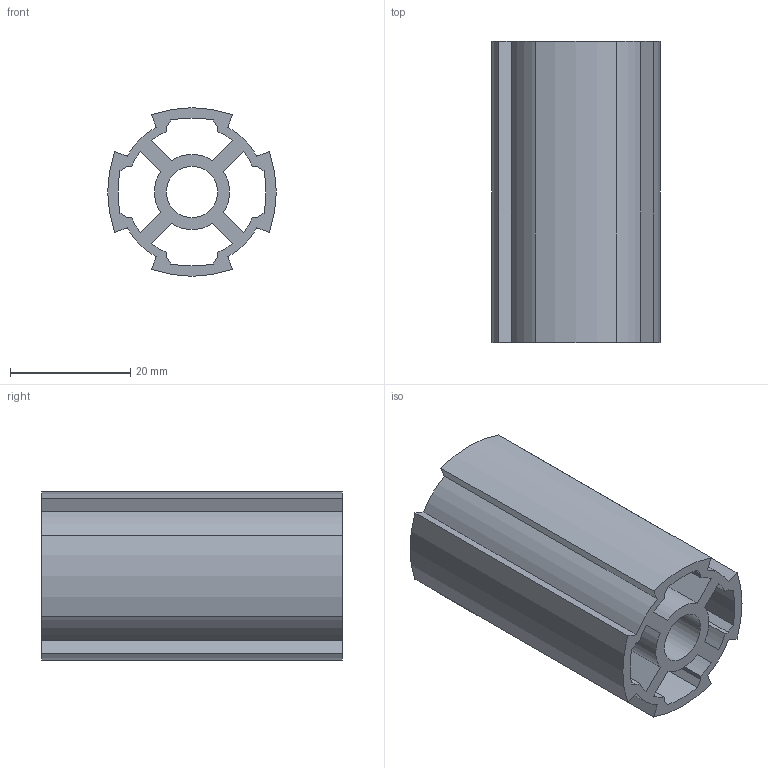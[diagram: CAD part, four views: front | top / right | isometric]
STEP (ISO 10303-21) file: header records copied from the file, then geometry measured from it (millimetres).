
FILE_DESCRIPTION(/* description */ (''),/* implementation_level */ '2;1');
FILE_NAME(/* name */ '10D-28H-0.stp',/* time_stamp */ '2022-07-21T10:08:19-04:00',/* author */ ('aorselli'),/* organization */ (''),/* preprocessor_version */ 'ST-DEVELOPER v18.1',/* originating_system */ 'AutoCAD Mechanical',/* authorisation */ '');
FILE_SCHEMA (('AUTOMOTIVE_DESIGN { 1 0 10303 214 3 1 1 }'));
Length unit declared in the file: millimetre
Products named in the file (1): 10D-28H-0
Bounding box: 28 x 50 x 28 mm (x, y, z)
Volume: 13173.8 mm3; surface area: 13668.6 mm2
Topology: 1 solids, 1 shells, 60 faces, 174 edges, 116 vertices
Faces by surface type: plane 34, cylinder 26
Entity records: 2033 total; most frequent: CARTESIAN_POINT 351, ORIENTED_EDGE 348, DIRECTION 348, EDGE_CURVE 174, LINE 122, VECTOR 122, VERTEX_POINT 116, AXIS2_PLACEMENT_3D 113
